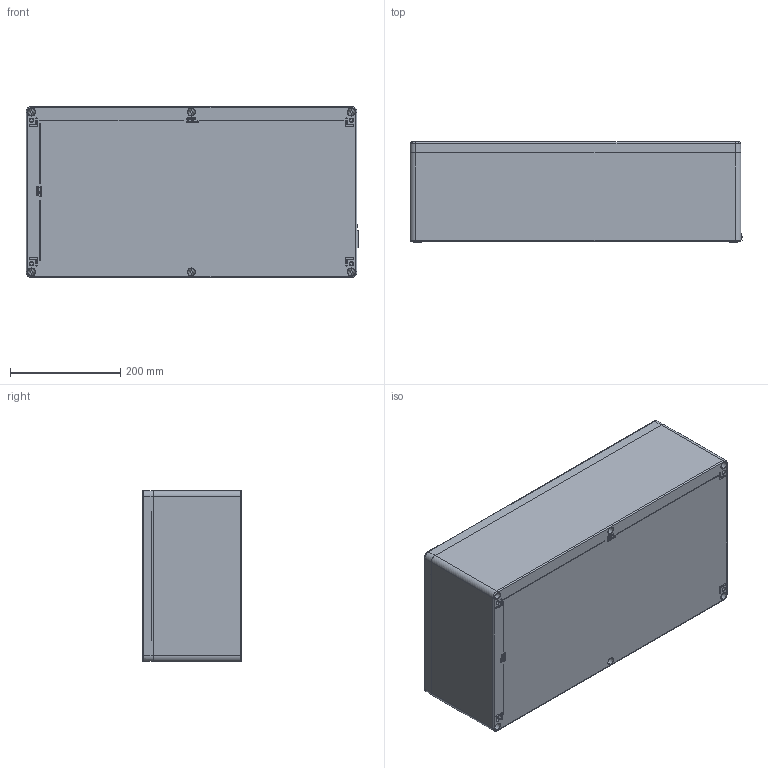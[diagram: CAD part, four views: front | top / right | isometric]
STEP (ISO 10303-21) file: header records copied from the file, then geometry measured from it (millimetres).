
FILE_DESCRIPTION (( 'STEP AP214' ), '1' );
FILE_NAME ('25316018.STEP', '2012-06-14T11:34:11', ( ' ' ), ( '' ), 'SwSTEP 2.0', 'SolidWorks 2011', '' );
FILE_SCHEMA (( 'AUTOMOTIVE_DESIGN' ));
Length unit declared in the file: millimetre
Products named in the file (11): 92441; 92081; 95947; 83171; 01316018_Ex Ausführung; 82015; 93134; 04072; 03721; 25316018
Assembly tree (15 placements, depth 4):
  25316018
    01316018_Ex Ausführung
      93134  x6
      04072
        04072
      82015
      03721
    95947
    92081
    92441
    83171
Bounding box: 602 x 181 x 310 mm (x, y, z)
Volume: 4407564.4 mm3; surface area: 1436834.5 mm2
Topology: 13 solids, 13 shells, 1806 faces, 4364 edges, 2656 vertices
Faces by surface type: bspline 532, plane 515, cylinder 357, torus 212, cone 190
Entity records: 80672 total; most frequent: CARTESIAN_POINT 45609, ORIENTED_EDGE 7902, DIRECTION 6140, EDGE_CURVE 3951, VERTEX_POINT 2406, AXIS2_PLACEMENT_3D 2342, EDGE_LOOP 1779, ADVANCED_FACE 1651
